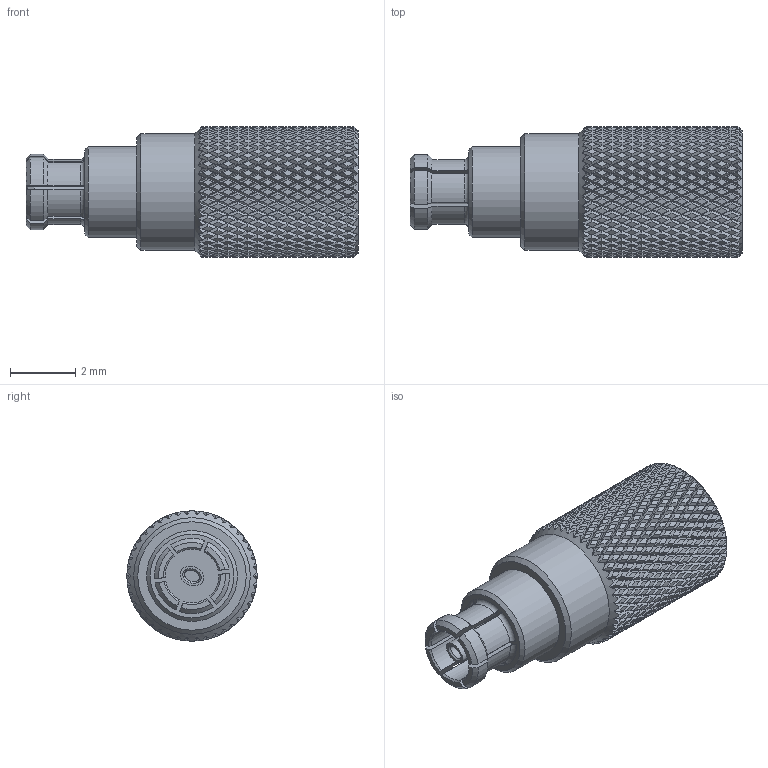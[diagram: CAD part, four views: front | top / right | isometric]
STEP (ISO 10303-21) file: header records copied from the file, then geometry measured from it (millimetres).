
FILE_DESCRIPTION (( 'STEP AP203' ), '1' );
FILE_NAME ('PE6184_3D.step', '2020-08-24T16:49:20', ( '' ), ( '' ), 'SwSTEP 2.0', 'SolidWorks 2018', '' );
FILE_SCHEMA (( 'CONFIG_CONTROL_DESIGN' ));
Products named in the file (1): PE6184_3D
Bounding box: 10.2 x 4 x 4 mm (x, y, z)
Volume: 90.6 mm3; surface area: 185.9 mm2
Topology: 1 solids, 1 shells, 3484 faces, 7265 edges, 3792 vertices
Faces by surface type: bspline 2693, cylinder 734, plane 29, cone 22, torus 6
Full cylindrical faces by diameter (mm): 2.794 x1, 3.58 x1
Entity records: 142143 total; most frequent: CARTESIAN_POINT 98897, ORIENTED_EDGE 14512, EDGE_CURVE 7256, VERTEX_POINT 3790, EDGE_LOOP 3500, FACE_OUTER_BOUND 3487, ADVANCED_FACE 3484, B_SPLINE_CURVE_WITH_KNOTS 2951
